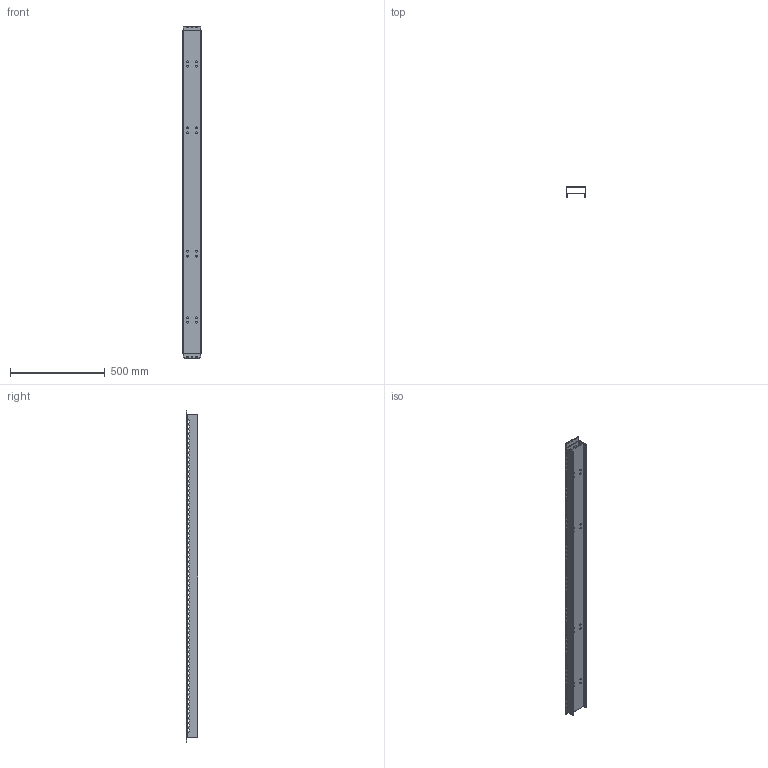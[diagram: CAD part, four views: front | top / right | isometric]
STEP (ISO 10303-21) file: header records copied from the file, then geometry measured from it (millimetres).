
FILE_DESCRIPTION (( 'STEP AP214' ), '1' );
FILE_NAME ('602.180.STEP', '2024-09-17T11:19:16', ( '' ), ( '' ), 'SwSTEP 2.0', 'SolidWorks 2021', '' );
FILE_SCHEMA (( 'AUTOMOTIVE_DESIGN' ));
Length unit declared in the file: millimetre
Products named in the file (3): 602.180-01; 602.180-02; 602.180
Assembly tree (2 placements, depth 2):
  602.180
    602.180-01
    602.180-02
Bounding box: 100 x 59.2 x 1750 mm (x, y, z)
Volume: 707682.4 mm3; surface area: 1208309.1 mm2
Topology: 2 solids, 2 shells, 2101 faces, 6221 edges, 4124 vertices
Faces by surface type: plane 1232, cylinder 846, bspline 23
Entity records: 73593 total; most frequent: CARTESIAN_POINT 13064, ORIENTED_EDGE 12442, DIRECTION 12019, EDGE_CURVE 6221, VECTOR 4469, LINE 4469, VERTEX_POINT 4124, AXIS2_PLACEMENT_3D 3775
